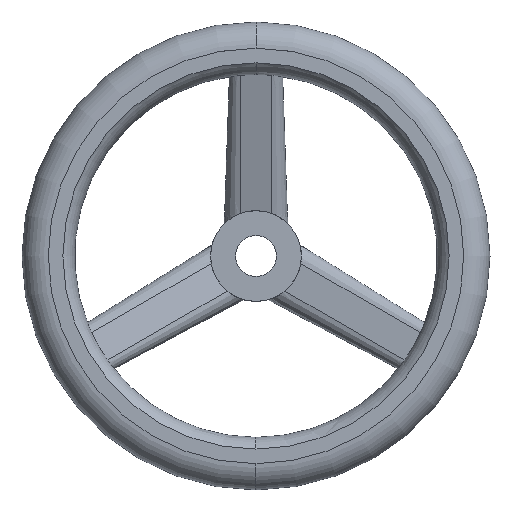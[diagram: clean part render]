
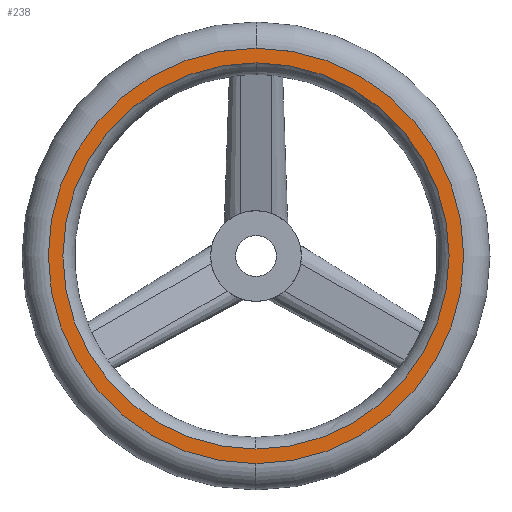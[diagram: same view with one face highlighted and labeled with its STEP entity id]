
A CAD part, top view. The second image highlights one B-rep face of the part: STEP entity #238.
In plain terms, the highlighted planar face has unit normal (0, 0, 1).
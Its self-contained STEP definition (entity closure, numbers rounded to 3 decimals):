
#238=ADVANCED_FACE('',(#638,#639),#640,.F.);
#342=VERTEX_POINT('',#754);
#356=EDGE_CURVE('',#488,#342,#770,.T.);
#392=EDGE_CURVE('',#474,#518,#811,.T.);
#398=EDGE_CURVE('',#342,#488,#817,.T.);
#440=EDGE_CURVE('',#484,#474,#865,.T.);
#474=VERTEX_POINT('',#903);
#484=VERTEX_POINT('',#913);
#488=VERTEX_POINT('',#917);
#518=VERTEX_POINT('',#950);
#544=EDGE_CURVE('',#518,#484,#976,.T.);
#638=FACE_BOUND('',#1112,.T.);
#639=FACE_OUTER_BOUND('',#1113,.T.);
#640=PLANE('',#1114);
#754=CARTESIAN_POINT('',(0.,-71.,38.5));
#770=CIRCLE('',#1376,71.0);
#811=CIRCLE('',#1454,66.025);
#817=CIRCLE('',#1462,71.0);
#865=CIRCLE('',#1565,66.025);
#903=CARTESIAN_POINT('',(0.,-66.025,38.5));
#913=CARTESIAN_POINT('',(-66.025,0.,38.5));
#917=CARTESIAN_POINT('',(0.,71.0,38.5));
#950=CARTESIAN_POINT('',(0.,66.025,38.5));
#976=CIRCLE('',#1797,66.025);
#1112=EDGE_LOOP('',(#1952,#1953,#1954));
#1113=EDGE_LOOP('',(#1955,#1956));
#1114=AXIS2_PLACEMENT_3D('',#1957,#1958,#1959);
#1376=AXIS2_PLACEMENT_3D('',#2102,#2103,#2104);
#1454=AXIS2_PLACEMENT_3D('',#2158,#2159,#2160);
#1462=AXIS2_PLACEMENT_3D('',#2164,#2165,#2166);
#1565=AXIS2_PLACEMENT_3D('',#2234,#2235,#2236);
#1797=AXIS2_PLACEMENT_3D('',#2340,#2341,#2342);
#1952=ORIENTED_EDGE('',*,*,#440,.F.);
#1953=ORIENTED_EDGE('',*,*,#544,.F.);
#1954=ORIENTED_EDGE('',*,*,#392,.F.);
#1955=ORIENTED_EDGE('',*,*,#356,.T.);
#1956=ORIENTED_EDGE('',*,*,#398,.T.);
#1957=CARTESIAN_POINT('',(0.,66.5,38.5));
#1958=DIRECTION('',(0.,0.,-1.0));
#1959=DIRECTION('',(0.,-1.0,0.));
#2102=CARTESIAN_POINT('',(0.,0.,38.5));
#2103=DIRECTION('',(0.,0.,1.0));
#2104=DIRECTION('',(0.,1.0,0.));
#2158=CARTESIAN_POINT('',(0.,0.,38.5));
#2159=DIRECTION('',(0.,0.,1.0));
#2160=DIRECTION('',(1.0,0.0,0.));
#2164=CARTESIAN_POINT('',(0.,0.,38.5));
#2165=DIRECTION('',(0.,0.,1.0));
#2166=DIRECTION('',(0.,1.0,0.));
#2234=CARTESIAN_POINT('',(0.,0.,38.5));
#2235=DIRECTION('',(0.,0.,1.0));
#2236=DIRECTION('',(1.0,0.0,0.));
#2340=CARTESIAN_POINT('',(0.,0.,38.5));
#2341=DIRECTION('',(0.,0.,1.0));
#2342=DIRECTION('',(1.0,0.0,0.));
